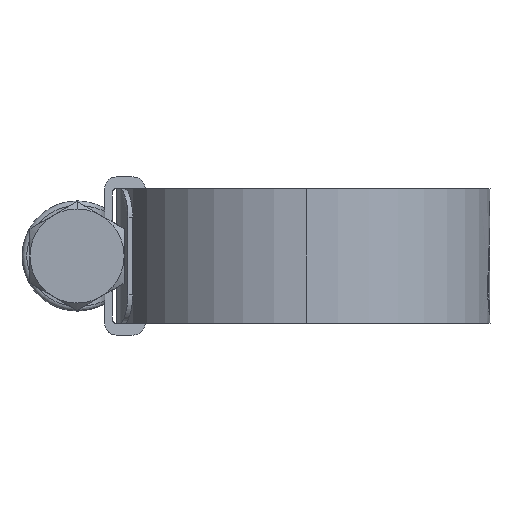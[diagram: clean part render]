
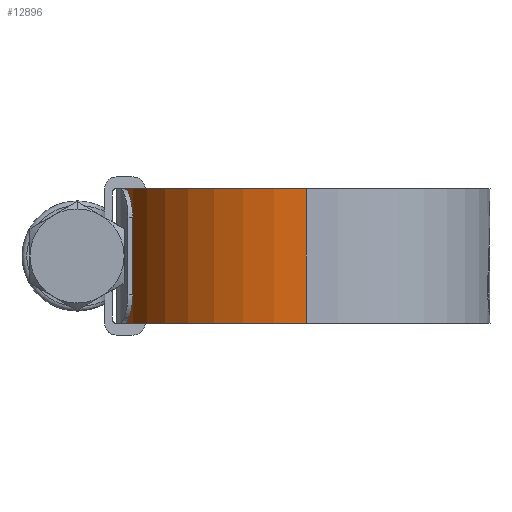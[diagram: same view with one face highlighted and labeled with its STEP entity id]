
A CAD part, left-side view. The second image highlights one B-rep face of the part: STEP entity #12896.
In plain terms, the highlighted cylindrical face has radius 19.53 mm (diameter 39.06 mm), a partial arc.
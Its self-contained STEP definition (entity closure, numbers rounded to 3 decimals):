
#572 = DIRECTION ( 'NONE',  ( -1., 0., 0. ) ) ;
#747 = CARTESIAN_POINT ( 'NONE',  ( -19.53, 0., 7.135 ) ) ;
#789 = CIRCLE ( 'NONE', #2398, 19.53 ) ;
#842 = EDGE_CURVE ( 'NONE', #9442, #4541, #789, .T. ) ;
#972 = VERTEX_POINT ( 'NONE', #9639 ) ;
#2103 = EDGE_CURVE ( 'NONE', #4541, #972, #6189, .T. ) ;
#2398 = AXIS2_PLACEMENT_3D ( 'NONE', #4797, #5895, #6827 ) ;
#2485 = CARTESIAN_POINT ( 'NONE',  ( 0., 19.53, 7.135 ) ) ;
#2864 = VECTOR ( 'NONE', #11691, 1000. ) ;
#3229 = CARTESIAN_POINT ( 'NONE',  ( -19.53, 0., 7.135 ) ) ;
#4048 = VERTEX_POINT ( 'NONE', #9087 ) ;
#4061 = CYLINDRICAL_SURFACE ( 'NONE', #9296, 19.53 ) ;
#4154 = EDGE_CURVE ( 'NONE', #9442, #4048, #5552, .T. ) ;
#4541 = VERTEX_POINT ( 'NONE', #3229 ) ;
#4797 = CARTESIAN_POINT ( 'NONE',  ( 0., 0., 7.135 ) ) ;
#4844 = CARTESIAN_POINT ( 'NONE',  ( 0., 0., -7.135 ) ) ;
#5552 = LINE ( 'NONE', #2485, #10171 ) ;
#5565 = ORIENTED_EDGE ( 'NONE', *, *, #4154, .T. ) ;
#5895 = DIRECTION ( 'NONE',  ( 0., 0., 1. ) ) ;
#6094 = ORIENTED_EDGE ( 'NONE', *, *, #7049, .T. ) ;
#6189 = LINE ( 'NONE', #747, #2864 ) ;
#6548 = CIRCLE ( 'NONE', #8367, 19.53 ) ;
#6827 = DIRECTION ( 'NONE',  ( 1., 0., 0. ) ) ;
#7049 = EDGE_CURVE ( 'NONE', #4048, #972, #6548, .T. ) ;
#7081 = DIRECTION ( 'NONE',  ( 0., 0., 1. ) ) ;
#7360 = CARTESIAN_POINT ( 'NONE',  ( 0., 0., 7.135 ) ) ;
#7620 = EDGE_LOOP ( 'NONE', ( #7900, #9539, #5565, #6094 ) ) ;
#7900 = ORIENTED_EDGE ( 'NONE', *, *, #2103, .F. ) ;
#8367 = AXIS2_PLACEMENT_3D ( 'NONE', #4844, #7081, #12515 ) ;
#9087 = CARTESIAN_POINT ( 'NONE',  ( 0., 19.53, -7.135 ) ) ;
#9296 = AXIS2_PLACEMENT_3D ( 'NONE', #7360, #11730, #572 ) ;
#9442 = VERTEX_POINT ( 'NONE', #11182 ) ;
#9539 = ORIENTED_EDGE ( 'NONE', *, *, #842, .F. ) ;
#9639 = CARTESIAN_POINT ( 'NONE',  ( -19.53, 0., -7.135 ) ) ;
#10171 = VECTOR ( 'NONE', #13272, 1000. ) ;
#11182 = CARTESIAN_POINT ( 'NONE',  ( 0., 19.53, 7.135 ) ) ;
#11691 = DIRECTION ( 'NONE',  ( 0., 0., -1. ) ) ;
#11730 = DIRECTION ( 'NONE',  ( 0., 0., -1. ) ) ;
#12515 = DIRECTION ( 'NONE',  ( 1., 0., 0. ) ) ;
#12896 = ADVANCED_FACE ( 'NONE', ( #13794 ), #4061, .T. ) ;
#13272 = DIRECTION ( 'NONE',  ( 0., 0., -1. ) ) ;
#13794 = FACE_OUTER_BOUND ( 'NONE', #7620, .T. ) ;
